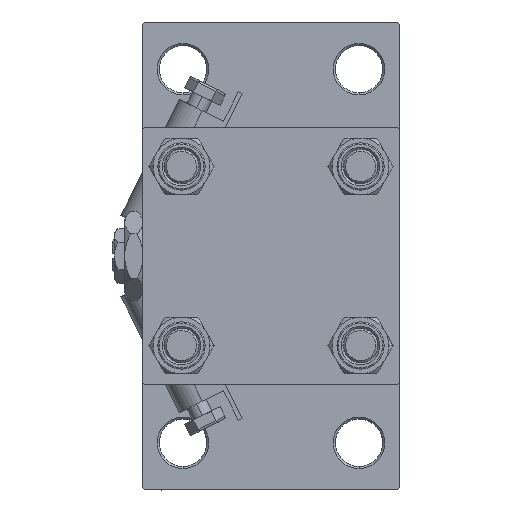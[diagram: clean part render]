
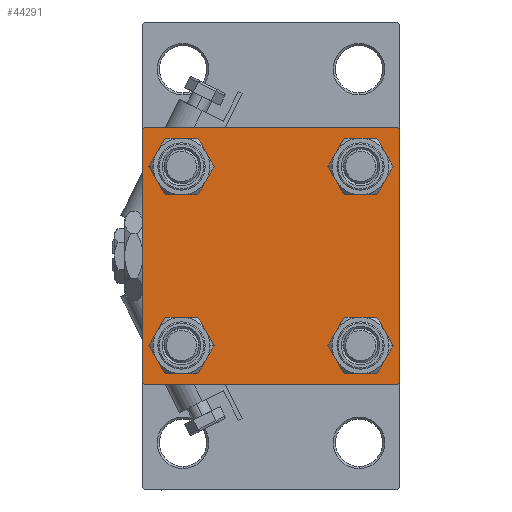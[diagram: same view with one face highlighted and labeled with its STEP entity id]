
A CAD part, left-side view. The second image highlights one B-rep face of the part: STEP entity #44291.
In plain terms, the highlighted planar face has unit normal (-1, 0, 0).
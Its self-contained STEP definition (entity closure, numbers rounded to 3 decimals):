
#695 = EDGE_LOOP ( 'NONE', ( #42341, #35371, #20651, #22729, #9463, #36114, #40222, #48761 ) ) ;
#1225 = DIRECTION ( 'NONE',  ( 0., 0., 1. ) ) ;
#1562 = AXIS2_PLACEMENT_3D ( 'NONE', #46203, #45952, #49805 ) ;
#1731 = DIRECTION ( 'NONE',  ( 1., 0., 0. ) ) ;
#1990 = CARTESIAN_POINT ( 'NONE',  ( 0., -20.85, 20.85 ) ) ;
#2777 = CARTESIAN_POINT ( 'NONE',  ( 0., -30., -29.5 ) ) ;
#2805 = CARTESIAN_POINT ( 'NONE',  ( 0., 0., 0. ) ) ;
#3312 = FACE_BOUND ( 'NONE', #42346, .T. ) ;
#3738 = CARTESIAN_POINT ( 'NONE',  ( 0., -20.85, -16.35 ) ) ;
#4254 = DIRECTION ( 'NONE',  ( 1., 0., 0. ) ) ;
#4262 = CARTESIAN_POINT ( 'NONE',  ( 0., -20.85, 25.35 ) ) ;
#4658 = EDGE_LOOP ( 'NONE', ( #6363, #15115 ) ) ;
#4872 = CARTESIAN_POINT ( 'NONE',  ( 0., -20.85, 16.35 ) ) ;
#5081 = VERTEX_POINT ( 'NONE', #6760 ) ;
#5154 = EDGE_CURVE ( 'NONE', #8782, #27928, #38872, .T. ) ;
#5567 = VERTEX_POINT ( 'NONE', #4872 ) ;
#6363 = ORIENTED_EDGE ( 'NONE', *, *, #21981, .T. ) ;
#6574 = CARTESIAN_POINT ( 'NONE',  ( 0., 30., -29.5 ) ) ;
#6760 = CARTESIAN_POINT ( 'NONE',  ( 0., -20.85, -25.35 ) ) ;
#6905 = DIRECTION ( 'NONE',  ( 0., 0., 1. ) ) ;
#7405 = EDGE_CURVE ( 'NONE', #22503, #5567, #41329, .T. ) ;
#8274 = LINE ( 'NONE', #35054, #35686 ) ;
#8782 = VERTEX_POINT ( 'NONE', #39224 ) ;
#9068 = EDGE_CURVE ( 'NONE', #37672, #27928, #8274, .T. ) ;
#9463 = ORIENTED_EDGE ( 'NONE', *, *, #5154, .F. ) ;
#11007 = FACE_OUTER_BOUND ( 'NONE', #695, .T. ) ;
#11416 = AXIS2_PLACEMENT_3D ( 'NONE', #1990, #44131, #33351 ) ;
#12342 = ORIENTED_EDGE ( 'NONE', *, *, #25337, .T. ) ;
#12728 = ORIENTED_EDGE ( 'NONE', *, *, #7405, .T. ) ;
#12746 = CARTESIAN_POINT ( 'NONE',  ( 0., -29.5, -30. ) ) ;
#13040 = CIRCLE ( 'NONE', #11416, 4.5 ) ;
#13503 = EDGE_CURVE ( 'NONE', #25391, #35684, #36862, .T. ) ;
#13555 = CARTESIAN_POINT ( 'NONE',  ( 0., -20.85, -20.85 ) ) ;
#13563 = VECTOR ( 'NONE', #35052, 1000. ) ;
#15115 = ORIENTED_EDGE ( 'NONE', *, *, #44445, .T. ) ;
#15117 = PLANE ( 'NONE',  #35694 ) ;
#15240 = VERTEX_POINT ( 'NONE', #18110 ) ;
#15296 = CARTESIAN_POINT ( 'NONE',  ( 0., 20.85, 25.35 ) ) ;
#15689 = CARTESIAN_POINT ( 'NONE',  ( 0., -20.85, 20.85 ) ) ;
#17352 = AXIS2_PLACEMENT_3D ( 'NONE', #13555, #18412, #30242 ) ;
#17895 = DIRECTION ( 'NONE',  ( 0., 0., -1. ) ) ;
#18110 = CARTESIAN_POINT ( 'NONE',  ( 0., 20.85, -25.35 ) ) ;
#18412 = DIRECTION ( 'NONE',  ( 1., 0., 0. ) ) ;
#18458 = DIRECTION ( 'NONE',  ( 0., 0., 1. ) ) ;
#19018 = CARTESIAN_POINT ( 'NONE',  ( 0., 30., -30. ) ) ;
#19152 = DIRECTION ( 'NONE',  ( 0., -0.707, -0.707 ) ) ;
#19163 = CARTESIAN_POINT ( 'NONE',  ( 0., 29.5, 30. ) ) ;
#19285 = DIRECTION ( 'NONE',  ( 0., -1., 0. ) ) ;
#20115 = DIRECTION ( 'NONE',  ( 0., 0., 1. ) ) ;
#20282 = ORIENTED_EDGE ( 'NONE', *, *, #41282, .T. ) ;
#20500 = CARTESIAN_POINT ( 'NONE',  ( 0., 20.85, -20.85 ) ) ;
#20651 = ORIENTED_EDGE ( 'NONE', *, *, #39159, .T. ) ;
#21262 = AXIS2_PLACEMENT_3D ( 'NONE', #36567, #28086, #20115 ) ;
#21271 = CARTESIAN_POINT ( 'NONE',  ( 0., 30., 29.5 ) ) ;
#21502 = LINE ( 'NONE', #37179, #41028 ) ;
#21646 = AXIS2_PLACEMENT_3D ( 'NONE', #38250, #22572, #18458 ) ;
#21860 = CARTESIAN_POINT ( 'NONE',  ( 0., 29.5, -30. ) ) ;
#21981 = EDGE_CURVE ( 'NONE', #29433, #15240, #40959, .T. ) ;
#22101 = EDGE_CURVE ( 'NONE', #48603, #46848, #47485, .T. ) ;
#22273 = CIRCLE ( 'NONE', #17352, 4.5 ) ;
#22369 = EDGE_CURVE ( 'NONE', #5567, #22503, #13040, .T. ) ;
#22503 = VERTEX_POINT ( 'NONE', #4262 ) ;
#22572 = DIRECTION ( 'NONE',  ( 1., 0., 0. ) ) ;
#22729 = ORIENTED_EDGE ( 'NONE', *, *, #9068, .T. ) ;
#22755 = LINE ( 'NONE', #38432, #34078 ) ;
#22897 = DIRECTION ( 'NONE',  ( 1., 0., 0. ) ) ;
#23003 = AXIS2_PLACEMENT_3D ( 'NONE', #43546, #4254, #23780 ) ;
#23206 = DIRECTION ( 'NONE',  ( 0., -0.707, 0.707 ) ) ;
#23505 = VECTOR ( 'NONE', #41462, 1000. ) ;
#23780 = DIRECTION ( 'NONE',  ( 0., 0., 1. ) ) ;
#24359 = EDGE_CURVE ( 'NONE', #31135, #32082, #21502, .T. ) ;
#25337 = EDGE_CURVE ( 'NONE', #5081, #47690, #45159, .T. ) ;
#25391 = VERTEX_POINT ( 'NONE', #19163 ) ;
#27928 = VERTEX_POINT ( 'NONE', #2777 ) ;
#28086 = DIRECTION ( 'NONE',  ( 1., 0., 0. ) ) ;
#28321 = CIRCLE ( 'NONE', #33251, 4.5 ) ;
#29301 = LINE ( 'NONE', #39894, #48497 ) ;
#29433 = VERTEX_POINT ( 'NONE', #49539 ) ;
#30242 = DIRECTION ( 'NONE',  ( 0., 0., 1. ) ) ;
#30593 = VECTOR ( 'NONE', #19285, 1000. ) ;
#31135 = VERTEX_POINT ( 'NONE', #21271 ) ;
#31273 = EDGE_CURVE ( 'NONE', #47690, #5081, #22273, .T. ) ;
#32082 = VERTEX_POINT ( 'NONE', #6574 ) ;
#33205 = ORIENTED_EDGE ( 'NONE', *, *, #31273, .T. ) ;
#33251 = AXIS2_PLACEMENT_3D ( 'NONE', #20500, #1731, #1225 ) ;
#33351 = DIRECTION ( 'NONE',  ( 0., 0., 1. ) ) ;
#33559 = EDGE_CURVE ( 'NONE', #25391, #31135, #29301, .T. ) ;
#33916 = DIRECTION ( 'NONE',  ( 0., 0.707, -0.707 ) ) ;
#34078 = VECTOR ( 'NONE', #19152, 1000. ) ;
#34859 = VERTEX_POINT ( 'NONE', #21860 ) ;
#35052 = DIRECTION ( 'NONE',  ( 0., 0., -1. ) ) ;
#35054 = CARTESIAN_POINT ( 'NONE',  ( 0., -29.75, -29.75 ) ) ;
#35214 = ORIENTED_EDGE ( 'NONE', *, *, #22369, .T. ) ;
#35371 = ORIENTED_EDGE ( 'NONE', *, *, #48596, .T. ) ;
#35684 = VERTEX_POINT ( 'NONE', #49835 ) ;
#35686 = VECTOR ( 'NONE', #23206, 1000. ) ;
#35694 = AXIS2_PLACEMENT_3D ( 'NONE', #2805, #49804, #6905 ) ;
#36114 = ORIENTED_EDGE ( 'NONE', *, *, #42421, .T. ) ;
#36567 = CARTESIAN_POINT ( 'NONE',  ( 0., 20.85, -20.85 ) ) ;
#36862 = LINE ( 'NONE', #45055, #23505 ) ;
#37179 = CARTESIAN_POINT ( 'NONE',  ( 0., 30., 30. ) ) ;
#37672 = VERTEX_POINT ( 'NONE', #12746 ) ;
#38250 = CARTESIAN_POINT ( 'NONE',  ( 0., 20.85, 20.85 ) ) ;
#38261 = FACE_BOUND ( 'NONE', #40675, .T. ) ;
#38432 = CARTESIAN_POINT ( 'NONE',  ( 0., 29.75, -29.75 ) ) ;
#38810 = LINE ( 'NONE', #19018, #30593 ) ;
#38830 = DIRECTION ( 'NONE',  ( 0., 0., 1. ) ) ;
#38872 = LINE ( 'NONE', #46824, #13563 ) ;
#39159 = EDGE_CURVE ( 'NONE', #34859, #37672, #38810, .T. ) ;
#39224 = CARTESIAN_POINT ( 'NONE',  ( 0., -30., 29.5 ) ) ;
#39678 = CIRCLE ( 'NONE', #21646, 4.5 ) ;
#39894 = CARTESIAN_POINT ( 'NONE',  ( 0., 29.75, 29.75 ) ) ;
#40222 = ORIENTED_EDGE ( 'NONE', *, *, #13503, .F. ) ;
#40337 = LINE ( 'NONE', #48286, #50379 ) ;
#40675 = EDGE_LOOP ( 'NONE', ( #12728, #35214 ) ) ;
#40959 = CIRCLE ( 'NONE', #21262, 4.5 ) ;
#41028 = VECTOR ( 'NONE', #17895, 1000. ) ;
#41282 = EDGE_CURVE ( 'NONE', #46848, #48603, #39678, .T. ) ;
#41329 = CIRCLE ( 'NONE', #42168, 4.5 ) ;
#41462 = DIRECTION ( 'NONE',  ( 0., -1., 0. ) ) ;
#41948 = CARTESIAN_POINT ( 'NONE',  ( 0., 20.85, 16.35 ) ) ;
#42168 = AXIS2_PLACEMENT_3D ( 'NONE', #15689, #22897, #38830 ) ;
#42341 = ORIENTED_EDGE ( 'NONE', *, *, #24359, .T. ) ;
#42346 = EDGE_LOOP ( 'NONE', ( #33205, #12342 ) ) ;
#42421 = EDGE_CURVE ( 'NONE', #8782, #35684, #40337, .T. ) ;
#43546 = CARTESIAN_POINT ( 'NONE',  ( 0., -20.85, -20.85 ) ) ;
#44131 = DIRECTION ( 'NONE',  ( 1., 0., 0. ) ) ;
#44291 = ADVANCED_FACE ( 'NONE', ( #38261, #3312, #46202, #50309, #11007 ), #15117, .T. ) ;
#44445 = EDGE_CURVE ( 'NONE', #15240, #29433, #28321, .T. ) ;
#45055 = CARTESIAN_POINT ( 'NONE',  ( 0., 30., 30. ) ) ;
#45159 = CIRCLE ( 'NONE', #23003, 4.5 ) ;
#45343 = ORIENTED_EDGE ( 'NONE', *, *, #22101, .T. ) ;
#45952 = DIRECTION ( 'NONE',  ( 1., 0., 0. ) ) ;
#46202 = FACE_BOUND ( 'NONE', #4658, .T. ) ;
#46203 = CARTESIAN_POINT ( 'NONE',  ( 0., 20.85, 20.85 ) ) ;
#46740 = EDGE_LOOP ( 'NONE', ( #45343, #20282 ) ) ;
#46824 = CARTESIAN_POINT ( 'NONE',  ( 0., -30., 30. ) ) ;
#46848 = VERTEX_POINT ( 'NONE', #41948 ) ;
#47485 = CIRCLE ( 'NONE', #1562, 4.5 ) ;
#47690 = VERTEX_POINT ( 'NONE', #3738 ) ;
#48286 = CARTESIAN_POINT ( 'NONE',  ( 0., -29.75, 29.75 ) ) ;
#48497 = VECTOR ( 'NONE', #33916, 1000. ) ;
#48532 = DIRECTION ( 'NONE',  ( 0., 0.707, 0.707 ) ) ;
#48596 = EDGE_CURVE ( 'NONE', #32082, #34859, #22755, .T. ) ;
#48603 = VERTEX_POINT ( 'NONE', #15296 ) ;
#48761 = ORIENTED_EDGE ( 'NONE', *, *, #33559, .T. ) ;
#49539 = CARTESIAN_POINT ( 'NONE',  ( 0., 20.85, -16.35 ) ) ;
#49804 = DIRECTION ( 'NONE',  ( -1., 0., 0. ) ) ;
#49805 = DIRECTION ( 'NONE',  ( 0., 0., 1. ) ) ;
#49835 = CARTESIAN_POINT ( 'NONE',  ( 0., -29.5, 30. ) ) ;
#50309 = FACE_BOUND ( 'NONE', #46740, .T. ) ;
#50379 = VECTOR ( 'NONE', #48532, 1000. ) ;
